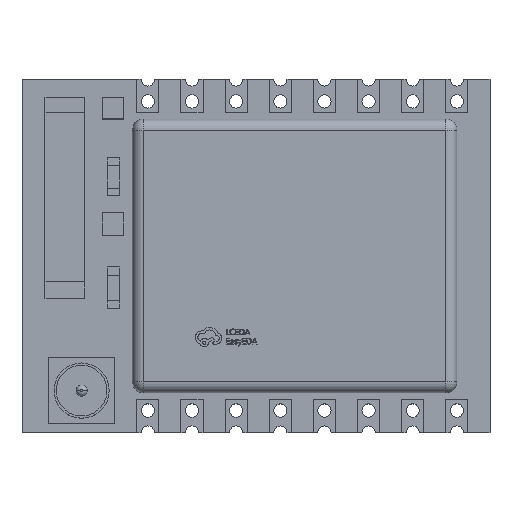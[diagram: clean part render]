
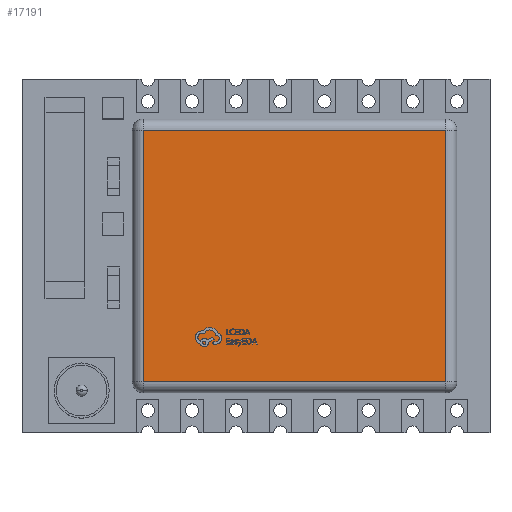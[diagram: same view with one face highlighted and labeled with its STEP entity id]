
A CAD part, top view. The second image highlights one B-rep face of the part: STEP entity #17191.
In plain terms, the highlighted planar face has unit normal (0, 0, 1).
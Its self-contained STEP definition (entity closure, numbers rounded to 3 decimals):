
#1201 = AXIS2_PLACEMENT_3D ( 'NONE', #2269, #7129, #11810 ) ;
#1249 = ORIENTED_EDGE ( 'NONE', *, *, #14154, .T. ) ;
#1904 = DIRECTION ( 'NONE',  ( 0., -1., 0. ) ) ;
#2269 = CARTESIAN_POINT ( 'NONE',  ( 0., 0., 3. ) ) ;
#3016 = CARTESIAN_POINT ( 'NONE',  ( -5.1, 5.7, 3. ) ) ;
#3093 = LINE ( 'NONE', #6312, #8258 ) ;
#3290 = FACE_OUTER_BOUND ( 'NONE', #13084, .T. ) ;
#4749 = LINE ( 'NONE', #7539, #8586 ) ;
#4782 = EDGE_CURVE ( 'NONE', #13848, #13808, #4749, .T. ) ;
#5035 = EDGE_CURVE ( 'NONE', #11719, #8714, #7627, .T. ) ;
#5975 = ORIENTED_EDGE ( 'NONE', *, *, #19580, .T. ) ;
#6312 = CARTESIAN_POINT ( 'NONE',  ( 8.6, 6.2, 3. ) ) ;
#6507 = PLANE ( 'NONE',  #1201 ) ;
#7034 = VECTOR ( 'NONE', #1904, 1000. ) ;
#7129 = DIRECTION ( 'NONE',  ( 0., 0., 1. ) ) ;
#7539 = CARTESIAN_POINT ( 'NONE',  ( 9.1, -5.7, 3. ) ) ;
#7627 = LINE ( 'NONE', #10828, #13166 ) ;
#8258 = VECTOR ( 'NONE', #18636, 1000. ) ;
#8586 = VECTOR ( 'NONE', #12507, 1000. ) ;
#8605 = ORIENTED_EDGE ( 'NONE', *, *, #4782, .T. ) ;
#8714 = VERTEX_POINT ( 'NONE', #3016 ) ;
#8800 = LINE ( 'NONE', #17612, #7034 ) ;
#10828 = CARTESIAN_POINT ( 'NONE',  ( -5.6, 5.7, 3. ) ) ;
#11719 = VERTEX_POINT ( 'NONE', #15647 ) ;
#11810 = DIRECTION ( 'NONE',  ( 1., 0., 0. ) ) ;
#12507 = DIRECTION ( 'NONE',  ( 1., 0., 0. ) ) ;
#12941 = ORIENTED_EDGE ( 'NONE', *, *, #5035, .T. ) ;
#13084 = EDGE_LOOP ( 'NONE', ( #5975, #12941, #1249, #8605 ) ) ;
#13166 = VECTOR ( 'NONE', #13822, 1000. ) ;
#13630 = CARTESIAN_POINT ( 'NONE',  ( 8.6, -5.7, 3. ) ) ;
#13808 = VERTEX_POINT ( 'NONE', #13630 ) ;
#13822 = DIRECTION ( 'NONE',  ( -1., 0., 0. ) ) ;
#13848 = VERTEX_POINT ( 'NONE', #16946 ) ;
#14154 = EDGE_CURVE ( 'NONE', #8714, #13848, #8800, .T. ) ;
#15647 = CARTESIAN_POINT ( 'NONE',  ( 8.6, 5.7, 3. ) ) ;
#16946 = CARTESIAN_POINT ( 'NONE',  ( -5.1, -5.7, 3. ) ) ;
#17191 = ADVANCED_FACE ( 'NONE', ( #3290 ), #6507, .T. ) ;
#17612 = CARTESIAN_POINT ( 'NONE',  ( -5.1, -6.2, 3. ) ) ;
#18636 = DIRECTION ( 'NONE',  ( 0., 1., 0. ) ) ;
#19580 = EDGE_CURVE ( 'NONE', #13808, #11719, #3093, .T. ) ;
